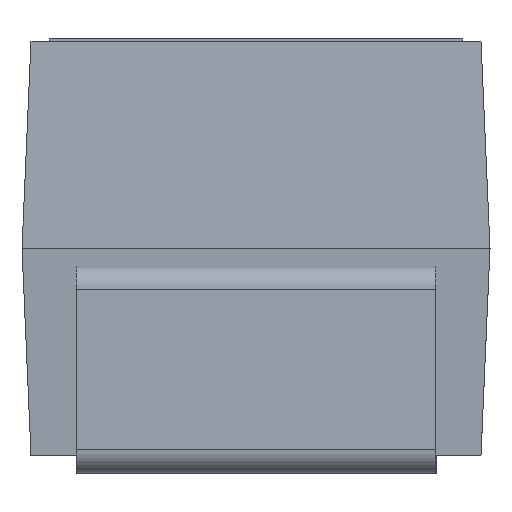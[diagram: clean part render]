
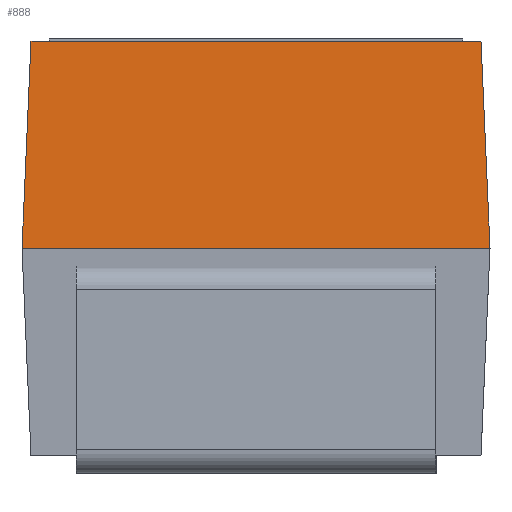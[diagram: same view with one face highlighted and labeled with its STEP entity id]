
A CAD part, left-side view. The second image highlights one B-rep face of the part: STEP entity #888.
In plain terms, the highlighted planar face has unit normal (-0.999, 0, 0.043).
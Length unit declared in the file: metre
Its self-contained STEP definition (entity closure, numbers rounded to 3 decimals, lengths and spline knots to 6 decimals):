
#266=ORIENTED_EDGE('',*,*,#411,.T.);
#267=ORIENTED_EDGE('',*,*,#397,.F.);
#268=ORIENTED_EDGE('',*,*,#414,.T.);
#269=ORIENTED_EDGE('',*,*,#415,.F.);
#397=EDGE_CURVE('',#489,#490,#575,.T.);
#411=EDGE_CURVE('',#502,#490,#589,.T.);
#414=EDGE_CURVE('',#489,#503,#592,.F.);
#415=EDGE_CURVE('',#502,#503,#593,.T.);
#489=VERTEX_POINT('',#1473);
#490=VERTEX_POINT('',#1475);
#502=VERTEX_POINT('',#1504);
#503=VERTEX_POINT('',#1508);
#575=LINE('',#1474,#673);
#589=LINE('',#1503,#687);
#592=LINE('',#1509,#690);
#593=LINE('',#1511,#691);
#673=VECTOR('',#1221,1.);
#687=VECTOR('',#1241,1.);
#690=VECTOR('',#1246,1.);
#691=VECTOR('',#1249,1.);
#746=EDGE_LOOP('',(#266,#267,#268,#269));
#798=FACE_BOUND('',#746,.T.);
#837=PLANE('',#1014);
#888=ADVANCED_FACE('',(#798),#837,.F.);
#1014=AXIS2_PLACEMENT_3D('',#1510,#1247,#1248);
#1221=DIRECTION('',(0.,-1.,0.));
#1241=DIRECTION('',(0.043,0.043,0.998));
#1246=DIRECTION('',(0.043,-0.043,0.998));
#1247=DIRECTION('',(0.999,0.,-0.043));
#1248=DIRECTION('',(0.,1.,0.));
#1249=DIRECTION('',(0.,1.,0.));
#1473=CARTESIAN_POINT('',(-0.00095,0.000625,0.0012));
#1474=CARTESIAN_POINT('',(-0.00095,0.,0.0012));
#1475=CARTESIAN_POINT('',(-0.00095,-0.000625,0.0012));
#1503=CARTESIAN_POINT('',(-0.000948,-0.000623,0.001241));
#1504=CARTESIAN_POINT('',(-0.000975,-0.00065,0.000625));
#1508=CARTESIAN_POINT('',(-0.000975,0.00065,0.000625));
#1509=CARTESIAN_POINT('',(-0.000973,0.000648,0.000667));
#1510=CARTESIAN_POINT('',(-0.000975,0.,0.000625));
#1511=CARTESIAN_POINT('',(-0.000975,0.,0.000625));
